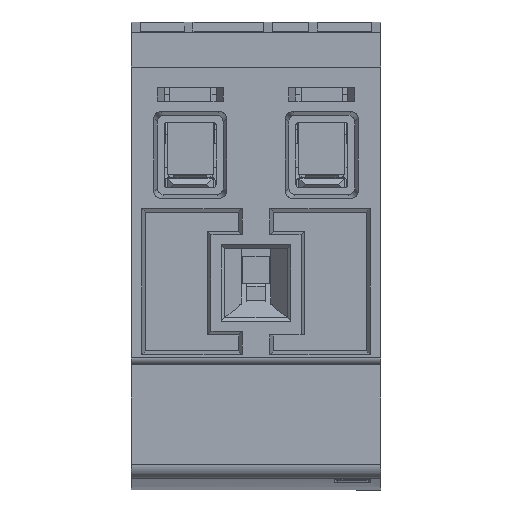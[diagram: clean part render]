
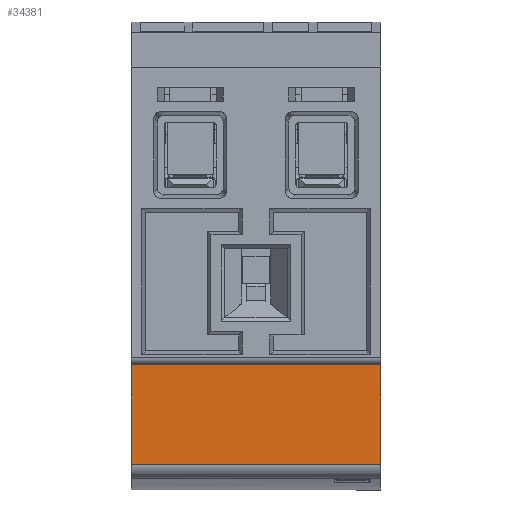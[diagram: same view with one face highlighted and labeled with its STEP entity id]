
A CAD part, left-side view. The second image highlights one B-rep face of the part: STEP entity #34381.
In plain terms, the highlighted planar face has unit normal (-1, 0, 0).
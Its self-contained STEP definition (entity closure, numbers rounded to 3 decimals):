
#34381=ADVANCED_FACE('',(#86816),#86818,.T.);
#86816=FACE_BOUND('',#86817,.T.);
#86817=EDGE_LOOP('',(#108050,#108051,#108052,#108053,#108054,#108055,#108056,#108057,
#108058,#108059,#108060,#108061));
#86818=PLANE('',#86819);
#86819=AXIS2_PLACEMENT_3D('',#86820,#86821,#86822);
#86820=CARTESIAN_POINT('',(-22.5,-9.,-35.));
#86821=DIRECTION('',(-1.,0.,0.));
#86822=DIRECTION('',(0.,0.,1.));
#108050=ORIENTED_EDGE('',*,*,#118715,.F.);
#108051=ORIENTED_EDGE('',*,*,#118711,.T.);
#108052=ORIENTED_EDGE('',*,*,#118719,.T.);
#108053=ORIENTED_EDGE('',*,*,#118636,.F.);
#108054=ORIENTED_EDGE('',*,*,#118717,.F.);
#108055=ORIENTED_EDGE('',*,*,#117588,.F.);
#108056=ORIENTED_EDGE('',*,*,#117584,.T.);
#108057=ORIENTED_EDGE('',*,*,#117604,.F.);
#108058=ORIENTED_EDGE('',*,*,#118644,.T.);
#108059=ORIENTED_EDGE('',*,*,#117600,.F.);
#108060=ORIENTED_EDGE('',*,*,#117596,.F.);
#108061=ORIENTED_EDGE('',*,*,#118718,.F.);
#117584=EDGE_CURVE('',#134197,#134198,#134199,.T.);
#117588=EDGE_CURVE('',#134197,#134205,#134206,.T.);
#117596=EDGE_CURVE('',#134219,#134220,#134221,.T.);
#117600=EDGE_CURVE('',#134220,#134226,#134227,.T.);
#117604=EDGE_CURVE('',#134232,#134198,#134233,.T.);
#118636=EDGE_CURVE('',#135927,#135929,#135930,.T.);
#118644=EDGE_CURVE('',#134232,#134226,#135942,.T.);
#118711=EDGE_CURVE('',#136042,#136040,#136043,.T.);
#118715=EDGE_CURVE('',#136042,#136048,#136049,.T.);
#118717=EDGE_CURVE('',#134205,#135927,#136051,.T.);
#118718=EDGE_CURVE('',#136048,#134219,#136052,.T.);
#118719=EDGE_CURVE('',#136040,#135929,#136053,.T.);
#134197=VERTEX_POINT('',#223703);
#134198=VERTEX_POINT('',#223704);
#134199=LINE('',#223705,#223706);
#134205=VERTEX_POINT('',#223722);
#134206=LINE('',#223723,#223724);
#134219=VERTEX_POINT('',#223761);
#134220=VERTEX_POINT('',#223762);
#134221=LINE('',#223763,#223764);
#134226=VERTEX_POINT('',#223776);
#134227=LINE('',#223777,#223778);
#134232=VERTEX_POINT('',#223793);
#134233=LINE('',#223794,#223795);
#135927=VERTEX_POINT('',#228316);
#135929=VERTEX_POINT('',#228320);
#135930=LINE('',#228321,#228322);
#135942=LINE('',#228352,#228353);
#136040=VERTEX_POINT('',#228584);
#136042=VERTEX_POINT('',#228589);
#136043=LINE('',#228590,#228591);
#136048=VERTEX_POINT('',#228604);
#136049=LINE('',#228605,#228606);
#136051=LINE('',#228611,#228612);
#136052=LINE('',#228614,#228615);
#136053=LINE('',#228617,#228618);
#223703=CARTESIAN_POINT('',(-22.5,-16.,-17.5));
#223704=CARTESIAN_POINT('',(-22.5,-17.,-17.5));
#223705=CARTESIAN_POINT('',(-22.5,-16.,-17.5));
#223706=VECTOR('',#223707,1.);
#223707=DIRECTION('',(0.,-1.,0.));
#223722=CARTESIAN_POINT('',(-22.5,-16.,-19.));
#223723=CARTESIAN_POINT('',(-22.5,-16.,-17.5));
#223724=VECTOR('',#223725,1.);
#223725=DIRECTION('',(0.,0.,-1.));
#223761=CARTESIAN_POINT('',(-22.5,-13.7,-14.7));
#223762=CARTESIAN_POINT('',(-22.5,-17.,-14.7));
#223763=CARTESIAN_POINT('',(-22.5,-13.7,-14.7));
#223764=VECTOR('',#223765,1.);
#223765=DIRECTION('',(0.,-1.,0.));
#223776=CARTESIAN_POINT('',(-22.5,-18.,-13.7));
#223777=CARTESIAN_POINT('',(-22.5,-17.,-14.7));
#223778=VECTOR('',#223779,1.);
#223779=DIRECTION('',(0.,-0.707,0.707));
#223793=CARTESIAN_POINT('',(-22.5,-18.,-18.5));
#223794=CARTESIAN_POINT('',(-22.5,-18.,-18.5));
#223795=VECTOR('',#223796,1.);
#223796=DIRECTION('',(0.,0.707,0.707));
#228316=CARTESIAN_POINT('',(-22.5,-18.,-19.));
#228320=CARTESIAN_POINT('',(-22.5,-18.,-33.415));
#228321=CARTESIAN_POINT('',(-22.5,-18.,-19.));
#228322=VECTOR('',#228323,1.);
#228323=DIRECTION('',(0.,0.,-1.));
#228352=CARTESIAN_POINT('',(-22.5,-18.,-18.5));
#228353=VECTOR('',#228354,1.);
#228354=DIRECTION('',(0.,0.,1.));
#228584=CARTESIAN_POINT('',(-22.5,18.,-33.415));
#228589=CARTESIAN_POINT('',(-22.5,18.,-19.));
#228590=CARTESIAN_POINT('',(-22.5,18.,-19.));
#228591=VECTOR('',#228592,1.);
#228592=DIRECTION('',(0.,0.,-1.));
#228604=CARTESIAN_POINT('',(-22.5,-13.6,-19.));
#228605=CARTESIAN_POINT('',(-22.5,18.,-19.));
#228606=VECTOR('',#228607,1.);
#228607=DIRECTION('',(0.,-1.,0.));
#228611=CARTESIAN_POINT('',(-22.5,-16.,-19.));
#228612=VECTOR('',#228613,1.);
#228613=DIRECTION('',(0.,-1.,0.));
#228614=CARTESIAN_POINT('',(-22.5,-13.6,-19.));
#228615=VECTOR('',#228616,1.);
#228616=DIRECTION('',(0.,-0.023,1.));
#228617=CARTESIAN_POINT('',(-22.5,18.,-33.415));
#228618=VECTOR('',#228619,1.);
#228619=DIRECTION('',(0.,-1.,0.));
